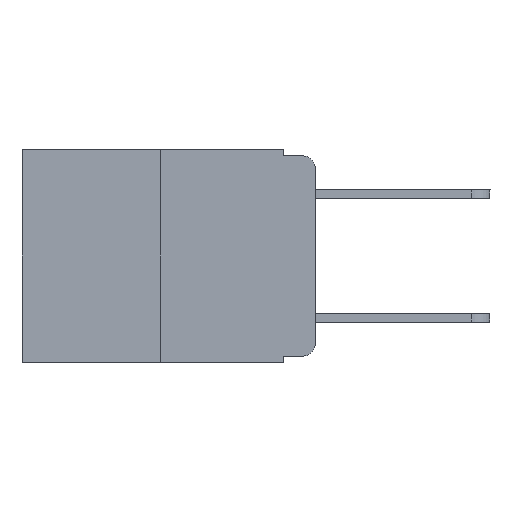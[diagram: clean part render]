
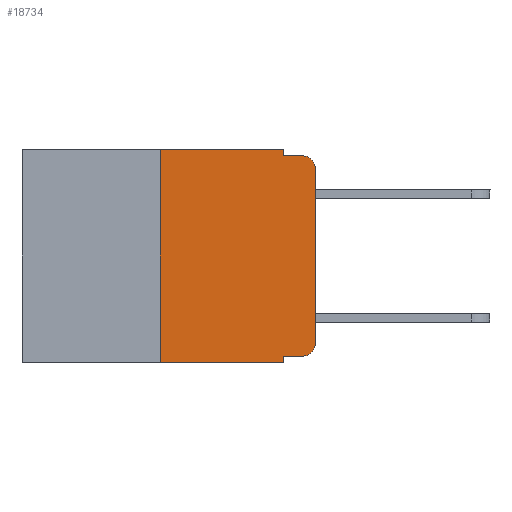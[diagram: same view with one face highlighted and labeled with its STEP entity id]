
A CAD part, left-side view. The second image highlights one B-rep face of the part: STEP entity #18734.
In plain terms, the highlighted planar face has unit normal (-1, 0, 0).
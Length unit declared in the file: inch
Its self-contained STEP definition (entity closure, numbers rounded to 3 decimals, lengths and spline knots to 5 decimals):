
#48 = DIRECTION ( 'NONE',  ( 0., 0., 1. ) ) ;
#85 = EDGE_CURVE ( 'NONE', #6463, #8609, #21533, .T. ) ;
#265 = ORIENTED_EDGE ( 'NONE', *, *, #15108, .T. ) ;
#345 = EDGE_CURVE ( 'NONE', #2405, #6624, #21052, .T. ) ;
#460 = CARTESIAN_POINT ( 'NONE',  ( 0., 0., -0.313 ) ) ;
#597 = CARTESIAN_POINT ( 'NONE',  ( 0., 0.051, -0.01 ) ) ;
#598 = VECTOR ( 'NONE', #10391, 39.37008 ) ;
#1216 = CIRCLE ( 'NONE', #20360, 0.02 ) ;
#1533 = DIRECTION ( 'NONE',  ( 0., -1., 0. ) ) ;
#1721 = EDGE_LOOP ( 'NONE', ( #19376, #22836, #17435, #16081, #10670, #15460, #7221, #19553, #265, #21767 ) ) ;
#1728 = CARTESIAN_POINT ( 'NONE',  ( 0., 0.473, 0. ) ) ;
#2346 = DIRECTION ( 'NONE',  ( -1., 0., 0. ) ) ;
#2405 = VERTEX_POINT ( 'NONE', #460 ) ;
#3202 = VECTOR ( 'NONE', #48, 39.37008 ) ;
#3622 = CARTESIAN_POINT ( 'NONE',  ( 0., 0.25, -0.343 ) ) ;
#3726 = EDGE_CURVE ( 'NONE', #11266, #2405, #10779, .T. ) ;
#3800 = VERTEX_POINT ( 'NONE', #13612 ) ;
#3847 = AXIS2_PLACEMENT_3D ( 'NONE', #8392, #18824, #20946 ) ;
#4841 = LINE ( 'NONE', #20592, #14116 ) ;
#5333 = DIRECTION ( 'NONE',  ( 0., 0., -1. ) ) ;
#5681 = CARTESIAN_POINT ( 'NONE',  ( 0., 0.25, 0. ) ) ;
#6037 = LINE ( 'NONE', #19060, #18464 ) ;
#6463 = VERTEX_POINT ( 'NONE', #597 ) ;
#6624 = VERTEX_POINT ( 'NONE', #22304 ) ;
#7221 = ORIENTED_EDGE ( 'NONE', *, *, #20707, .T. ) ;
#7792 = AXIS2_PLACEMENT_3D ( 'NONE', #18437, #2346, #9414 ) ;
#8269 = DIRECTION ( 'NONE',  ( 0., 0., -1. ) ) ;
#8275 = FACE_OUTER_BOUND ( 'NONE', #1721, .T. ) ;
#8392 = CARTESIAN_POINT ( 'NONE',  ( 0., 0.473, 0. ) ) ;
#8609 = VERTEX_POINT ( 'NONE', #9825 ) ;
#8961 = EDGE_CURVE ( 'NONE', #16538, #3800, #6037, .T. ) ;
#9414 = DIRECTION ( 'NONE',  ( 0., 0., -1. ) ) ;
#9825 = CARTESIAN_POINT ( 'NONE',  ( 0., 0.02, -0.01 ) ) ;
#9864 = EDGE_CURVE ( 'NONE', #6624, #8609, #1216, .T. ) ;
#10391 = DIRECTION ( 'NONE',  ( 0., 0., 1. ) ) ;
#10490 = VERTEX_POINT ( 'NONE', #11167 ) ;
#10670 = ORIENTED_EDGE ( 'NONE', *, *, #13550, .F. ) ;
#10772 = LINE ( 'NONE', #12527, #3202 ) ;
#10779 = CIRCLE ( 'NONE', #7792, 0.02 ) ;
#10977 = CARTESIAN_POINT ( 'NONE',  ( 0., 0.02, -0.03 ) ) ;
#11124 = VECTOR ( 'NONE', #13585, 39.37008 ) ;
#11167 = CARTESIAN_POINT ( 'NONE',  ( 0., 0.051, 0. ) ) ;
#11266 = VERTEX_POINT ( 'NONE', #21272 ) ;
#12469 = LINE ( 'NONE', #17625, #16301 ) ;
#12527 = CARTESIAN_POINT ( 'NONE',  ( 0., 0.25, 0. ) ) ;
#13362 = VECTOR ( 'NONE', #21659, 39.37008 ) ;
#13366 = CARTESIAN_POINT ( 'NONE',  ( 0., 0.051, -0.333 ) ) ;
#13550 = EDGE_CURVE ( 'NONE', #14176, #10490, #17459, .T. ) ;
#13585 = DIRECTION ( 'NONE',  ( 0., -1., 0. ) ) ;
#13612 = CARTESIAN_POINT ( 'NONE',  ( 0., 0.051, -0.343 ) ) ;
#14116 = VECTOR ( 'NONE', #17280, 39.37008 ) ;
#14176 = VERTEX_POINT ( 'NONE', #5681 ) ;
#14506 = CARTESIAN_POINT ( 'NONE',  ( 0., 0.051, -0.01 ) ) ;
#15108 = EDGE_CURVE ( 'NONE', #16538, #11266, #16984, .T. ) ;
#15426 = PLANE ( 'NONE',  #3847 ) ;
#15460 = ORIENTED_EDGE ( 'NONE', *, *, #21566, .F. ) ;
#15575 = EDGE_CURVE ( 'NONE', #10490, #6463, #4841, .T. ) ;
#16053 = CARTESIAN_POINT ( 'NONE',  ( 0., 0.051, -0.333 ) ) ;
#16056 = DIRECTION ( 'NONE',  ( 0., -1., 0. ) ) ;
#16081 = ORIENTED_EDGE ( 'NONE', *, *, #15575, .F. ) ;
#16301 = VECTOR ( 'NONE', #1533, 39.37008 ) ;
#16361 = DIRECTION ( 'NONE',  ( -1., 0., 0. ) ) ;
#16538 = VERTEX_POINT ( 'NONE', #16053 ) ;
#16984 = LINE ( 'NONE', #13366, #11124 ) ;
#17280 = DIRECTION ( 'NONE',  ( 0., 0., -1. ) ) ;
#17435 = ORIENTED_EDGE ( 'NONE', *, *, #85, .F. ) ;
#17459 = LINE ( 'NONE', #1728, #21591 ) ;
#17625 = CARTESIAN_POINT ( 'NONE',  ( 0., 0.473, -0.343 ) ) ;
#18437 = CARTESIAN_POINT ( 'NONE',  ( 0., 0.02, -0.313 ) ) ;
#18464 = VECTOR ( 'NONE', #8269, 39.37008 ) ;
#18734 = ADVANCED_FACE ( 'NONE', ( #8275 ), #15426, .F. ) ;
#18824 = DIRECTION ( 'NONE',  ( 1., 0., 0. ) ) ;
#19060 = CARTESIAN_POINT ( 'NONE',  ( 0., 0.051, 0. ) ) ;
#19376 = ORIENTED_EDGE ( 'NONE', *, *, #345, .T. ) ;
#19553 = ORIENTED_EDGE ( 'NONE', *, *, #8961, .F. ) ;
#20360 = AXIS2_PLACEMENT_3D ( 'NONE', #10977, #16361, #5333 ) ;
#20592 = CARTESIAN_POINT ( 'NONE',  ( 0., 0.051, 0. ) ) ;
#20707 = EDGE_CURVE ( 'NONE', #21350, #3800, #12469, .T. ) ;
#20946 = DIRECTION ( 'NONE',  ( 0., 0., -1. ) ) ;
#21052 = LINE ( 'NONE', #22689, #598 ) ;
#21272 = CARTESIAN_POINT ( 'NONE',  ( 0., 0.02, -0.333 ) ) ;
#21350 = VERTEX_POINT ( 'NONE', #3622 ) ;
#21533 = LINE ( 'NONE', #14506, #13362 ) ;
#21566 = EDGE_CURVE ( 'NONE', #21350, #14176, #10772, .T. ) ;
#21591 = VECTOR ( 'NONE', #16056, 39.37008 ) ;
#21659 = DIRECTION ( 'NONE',  ( 0., -1., 0. ) ) ;
#21767 = ORIENTED_EDGE ( 'NONE', *, *, #3726, .T. ) ;
#22304 = CARTESIAN_POINT ( 'NONE',  ( 0., 0., -0.03 ) ) ;
#22689 = CARTESIAN_POINT ( 'NONE',  ( 0., 0., 0. ) ) ;
#22836 = ORIENTED_EDGE ( 'NONE', *, *, #9864, .T. ) ;
